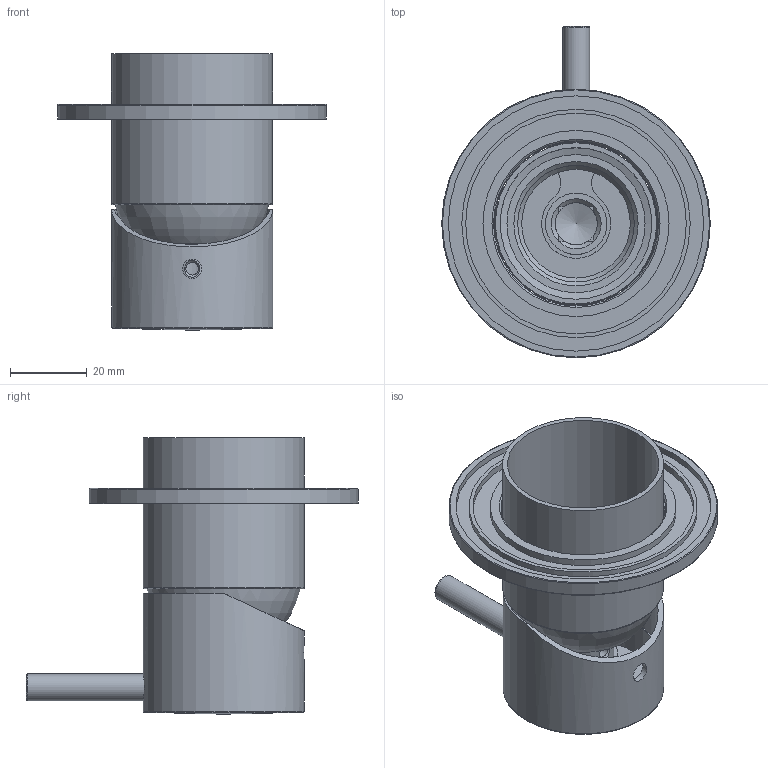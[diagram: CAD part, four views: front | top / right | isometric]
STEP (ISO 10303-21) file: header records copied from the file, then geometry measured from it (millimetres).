
FILE_DESCRIPTION(/* description */ ('Unknown'),/* implementation_level */ '2;1');
FILE_NAME(/* name */ 'CB031-00 r2',/* time_stamp */ '2017-12-14T17:13:31+01:00',/* author */ ('Unknown'),/* organization */ ('Unknown'),/* preprocessor_version */ 'ST-DEVELOPER v16.7',/* originating_system */ 'DEX',/* authorisation */ $);
FILE_SCHEMA (('AUTOMOTIVE_DESIGN {1 0 10303 214 3 1 1}'));
Length unit declared in the file: millimetre
Products named in the file (6): CB031-00 r2; CB005-14; CB031-001_oa_0; CB003-07; CB003-08; CB031-11
Assembly tree (5 placements, depth 3):
  CB031-00 r2
    CB005-14
    CB031-001_oa_0
      CB003-07
      CB003-08
    CB031-11
Bounding box: 70 x 86.5 x 72 mm (x, y, z)
Volume: 29151.9 mm3; surface area: 32807 mm2
Topology: 4 solids, 4 shells, 79 faces, 174 edges, 112 vertices
Faces by surface type: plane 31, cylinder 28, cone 11, torus 8, sphere 1
Full cylindrical faces by diameter (mm): 3.3 x1, 5 x2, 6 x1, 7 x1, 7.2 x1, 11 x1, 16 x1, 28.3 x1, 30.376 x2, 36 x1, 39 x1, 39.5 x1, 42 x2, 42.5 x1, 43 x1, 44.8 x1, 48.5 x1, 57.5 x1, 59.5 x1, 66.5 x1, 70 x1
Entity records: 2187 total; most frequent: CARTESIAN_POINT 375, DIRECTION 346, ORIENTED_EDGE 228, AXIS2_PLACEMENT_3D 160, FACE_BOUND 142, EDGE_LOOP 139, EDGE_CURVE 114, VERTEX_POINT 98
